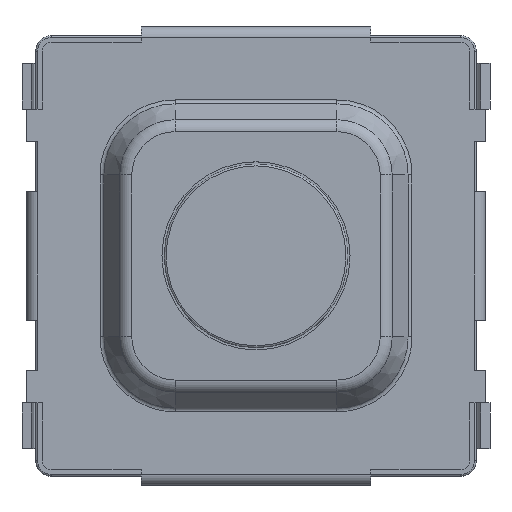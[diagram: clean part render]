
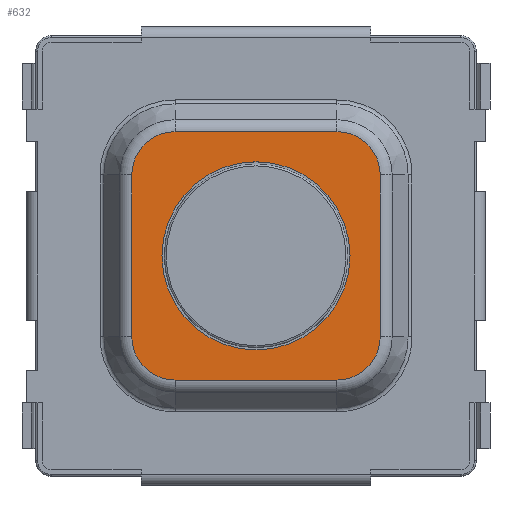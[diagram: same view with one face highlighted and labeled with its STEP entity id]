
A CAD part, top view. The second image highlights one B-rep face of the part: STEP entity #632.
In plain terms, the highlighted planar face has unit normal (0, 0, 1).
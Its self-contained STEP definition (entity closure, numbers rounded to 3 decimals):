
#632 = ADVANCED_FACE( '', ( #1279, #1280 ), #1281, .T. );
#1279 = FACE_BOUND( '', #1799, .T. );
#1280 = FACE_OUTER_BOUND( '', #1800, .T. );
#1281 = PLANE( '', #1801 );
#1799 = EDGE_LOOP( '', ( #3057 ) );
#1800 = EDGE_LOOP( '', ( #3058, #3059, #3060, #3061, #3062, #3063, #3064, #3065 ) );
#1801 = AXIS2_PLACEMENT_3D( '', #3066, #3067, #3068 );
#3057 = ORIENTED_EDGE( '', *, *, #4337, .F. );
#3058 = ORIENTED_EDGE( '', *, *, #4338, .T. );
#3059 = ORIENTED_EDGE( '', *, *, #4339, .T. );
#3060 = ORIENTED_EDGE( '', *, *, #4340, .T. );
#3061 = ORIENTED_EDGE( '', *, *, #4341, .T. );
#3062 = ORIENTED_EDGE( '', *, *, #4342, .T. );
#3063 = ORIENTED_EDGE( '', *, *, #4343, .T. );
#3064 = ORIENTED_EDGE( '', *, *, #4344, .T. );
#3065 = ORIENTED_EDGE( '', *, *, #4345, .T. );
#3066 = CARTESIAN_POINT( '', ( -0.882, 0.882, 1.2 ) );
#3067 = DIRECTION( '', ( 0., 0., 1. ) );
#3068 = DIRECTION( '', ( 1., 0., 0. ) );
#4337 = EDGE_CURVE( '', #5198, #5198, #5199, .T. );
#4338 = EDGE_CURVE( '', #5200, #5201, #5202, .F. );
#4339 = EDGE_CURVE( '', #5201, #5203, #5204, .T. );
#4340 = EDGE_CURVE( '', #5203, #5205, #5206, .F. );
#4341 = EDGE_CURVE( '', #5205, #5207, #5208, .T. );
#4342 = EDGE_CURVE( '', #5207, #5209, #5210, .F. );
#4343 = EDGE_CURVE( '', #5209, #5211, #5212, .T. );
#4344 = EDGE_CURVE( '', #5211, #5213, #5214, .F. );
#4345 = EDGE_CURVE( '', #5213, #5200, #5215, .T. );
#5198 = VERTEX_POINT( '', #6249 );
#5199 = CIRCLE( '', #6250, 1.025 );
#5200 = VERTEX_POINT( '', #6251 );
#5201 = VERTEX_POINT( '', #6252 );
#5202 = LINE( '', #6253, #6254 );
#5203 = VERTEX_POINT( '', #6255 );
#5204 = CIRCLE( '', #6256, 0.471 );
#5205 = VERTEX_POINT( '', #6257 );
#5206 = LINE( '', #6258, #6259 );
#5207 = VERTEX_POINT( '', #6260 );
#5208 = CIRCLE( '', #6261, 0.471 );
#5209 = VERTEX_POINT( '', #6262 );
#5210 = LINE( '', #6263, #6264 );
#5211 = VERTEX_POINT( '', #6265 );
#5212 = CIRCLE( '', #6266, 0.471 );
#5213 = VERTEX_POINT( '', #6267 );
#5214 = LINE( '', #6268, #6269 );
#5215 = CIRCLE( '', #6270, 0.471 );
#6249 = CARTESIAN_POINT( '', ( 1.025, 0., 1.2 ) );
#6250 = AXIS2_PLACEMENT_3D( '', #7074, #7075, #7076 );
#6251 = CARTESIAN_POINT( '', ( -0.882, -1.354, 1.2 ) );
#6252 = CARTESIAN_POINT( '', ( 0.882, -1.354, 1.2 ) );
#6253 = CARTESIAN_POINT( '', ( 0.882, -1.354, 1.2 ) );
#6254 = VECTOR( '', #7077, 1000. );
#6255 = CARTESIAN_POINT( '', ( 1.354, -0.882, 1.2 ) );
#6256 = AXIS2_PLACEMENT_3D( '', #7078, #7079, #7080 );
#6257 = CARTESIAN_POINT( '', ( 1.354, 0.882, 1.2 ) );
#6258 = CARTESIAN_POINT( '', ( 1.354, 0.882, 1.2 ) );
#6259 = VECTOR( '', #7081, 1000. );
#6260 = CARTESIAN_POINT( '', ( 0.882, 1.354, 1.2 ) );
#6261 = AXIS2_PLACEMENT_3D( '', #7082, #7083, #7084 );
#6262 = CARTESIAN_POINT( '', ( -0.882, 1.354, 1.2 ) );
#6263 = CARTESIAN_POINT( '', ( -0.882, 1.354, 1.2 ) );
#6264 = VECTOR( '', #7085, 1000. );
#6265 = CARTESIAN_POINT( '', ( -1.354, 0.882, 1.2 ) );
#6266 = AXIS2_PLACEMENT_3D( '', #7086, #7087, #7088 );
#6267 = CARTESIAN_POINT( '', ( -1.354, -0.882, 1.2 ) );
#6268 = CARTESIAN_POINT( '', ( -1.354, -0.882, 1.2 ) );
#6269 = VECTOR( '', #7089, 1000. );
#6270 = AXIS2_PLACEMENT_3D( '', #7090, #7091, #7092 );
#7074 = CARTESIAN_POINT( '', ( 0., 0., 1.2 ) );
#7075 = DIRECTION( '', ( 0., 0., 1. ) );
#7076 = DIRECTION( '', ( 1., 0., 0. ) );
#7077 = DIRECTION( '', ( -1., 0., 0. ) );
#7078 = CARTESIAN_POINT( '', ( 0.882, -0.882, 1.2 ) );
#7079 = DIRECTION( '', ( 0., 0., 1. ) );
#7080 = DIRECTION( '', ( 1., 0., 0. ) );
#7081 = DIRECTION( '', ( 0., -1., 0. ) );
#7082 = CARTESIAN_POINT( '', ( 0.882, 0.882, 1.2 ) );
#7083 = DIRECTION( '', ( 0., 0., 1. ) );
#7084 = DIRECTION( '', ( 1., 0., 0. ) );
#7085 = DIRECTION( '', ( 1., 0., 0. ) );
#7086 = CARTESIAN_POINT( '', ( -0.882, 0.882, 1.2 ) );
#7087 = DIRECTION( '', ( 0., 0., 1. ) );
#7088 = DIRECTION( '', ( 1., 0., 0. ) );
#7089 = DIRECTION( '', ( 0., 1., 0. ) );
#7090 = CARTESIAN_POINT( '', ( -0.882, -0.882, 1.2 ) );
#7091 = DIRECTION( '', ( 0., 0., 1. ) );
#7092 = DIRECTION( '', ( 1., 0., 0. ) );
